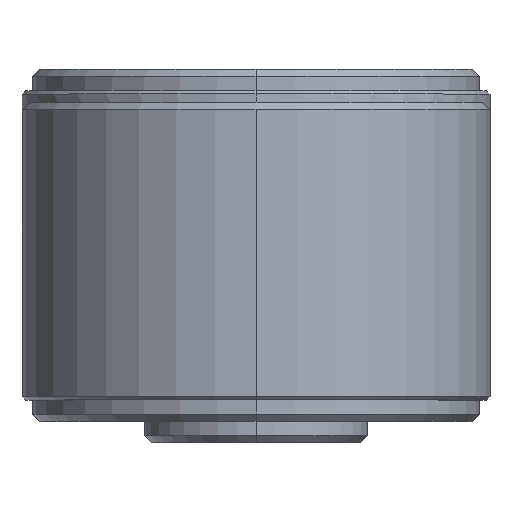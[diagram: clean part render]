
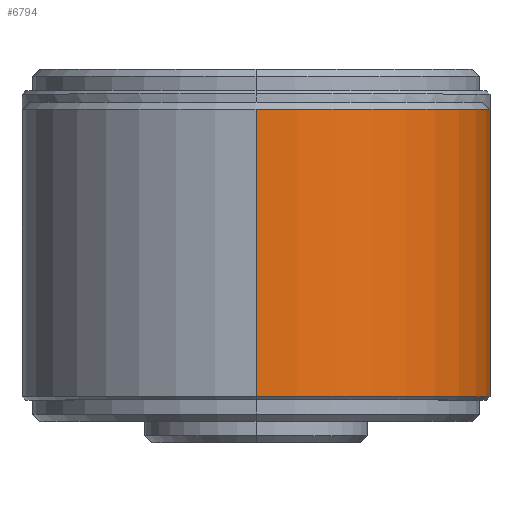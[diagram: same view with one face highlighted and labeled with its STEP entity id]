
A CAD part, top view. The second image highlights one B-rep face of the part: STEP entity #6794.
In plain terms, the highlighted cylindrical face has radius 33 mm (diameter 66 mm), a partial arc.
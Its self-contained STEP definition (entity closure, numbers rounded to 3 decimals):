
#26 = CARTESIAN_POINT ( 'NONE',  ( 0., 3.5, -33. ) ) ;
#147 = EDGE_CURVE ( 'NONE', #8910, #11819, #1141, .T. ) ;
#932 = DIRECTION ( 'NONE',  ( 0., 1., 0. ) ) ;
#1086 = ORIENTED_EDGE ( 'NONE', *, *, #10766, .F. ) ;
#1141 =( BOUNDED_CURVE ( )  B_SPLINE_CURVE ( 3, ( #2896, #8795, #8856, #1930 ),
 .UNSPECIFIED., .F., .F. ) 
 B_SPLINE_CURVE_WITH_KNOTS ( ( 4, 4 ),
 ( 2.895, 3.142 ),
 .UNSPECIFIED. ) 
 CURVE ( )  GEOMETRIC_REPRESENTATION_ITEM ( )  RATIONAL_B_SPLINE_CURVE ( ( 1., 0.995, 0.995, 1. ) ) 
 REPRESENTATION_ITEM ( '' )  );
#1581 = VERTEX_POINT ( 'NONE', #5572 ) ;
#1748 = AXIS2_PLACEMENT_3D ( 'NONE', #11831, #11959, #5012 ) ;
#1930 = CARTESIAN_POINT ( 'NONE',  ( 33., 11., 0. ) ) ;
#1976 = CARTESIAN_POINT ( 'NONE',  ( 0., 10., 0. ) ) ;
#2108 = ORIENTED_EDGE ( 'NONE', *, *, #9688, .T. ) ;
#2255 = EDGE_CURVE ( 'NONE', #5861, #8745, #9489, .T. ) ;
#2486 = DIRECTION ( 'NONE',  ( 0., -1., 0. ) ) ;
#2656 = DIRECTION ( 'NONE',  ( 0., 0., -1. ) ) ;
#2880 = CARTESIAN_POINT ( 'NONE',  ( 0., 44., 33. ) ) ;
#2896 = CARTESIAN_POINT ( 'NONE',  ( 32., 10., -8.062 ) ) ;
#3134 = AXIS2_PLACEMENT_3D ( 'NONE', #6918, #12692, #3804 ) ;
#3662 = ORIENTED_EDGE ( 'NONE', *, *, #147, .T. ) ;
#3804 = DIRECTION ( 'NONE',  ( 0., 0., -1. ) ) ;
#3828 = CARTESIAN_POINT ( 'NONE',  ( 0., 50., -33. ) ) ;
#3913 = FACE_OUTER_BOUND ( 'NONE', #6173, .T. ) ;
#4640 = EDGE_CURVE ( 'NONE', #8745, #1581, #8629, .T. ) ;
#4793 = CARTESIAN_POINT ( 'NONE',  ( 33., 44., 0. ) ) ;
#4844 = CARTESIAN_POINT ( 'NONE',  ( 0., 10., -33. ) ) ;
#5012 = DIRECTION ( 'NONE',  ( 0., 0., -1. ) ) ;
#5222 = CARTESIAN_POINT ( 'NONE',  ( 0., 44., 0. ) ) ;
#5281 = EDGE_CURVE ( 'NONE', #1581, #8816, #8723, .T. ) ;
#5418 = CARTESIAN_POINT ( 'NONE',  ( 33., 10., 0. ) ) ;
#5481 = DIRECTION ( 'NONE',  ( 0., 1., 0. ) ) ;
#5572 = CARTESIAN_POINT ( 'NONE',  ( 0., 3.5, 33. ) ) ;
#5643 = ORIENTED_EDGE ( 'NONE', *, *, #4640, .T. ) ;
#5844 = DIRECTION ( 'NONE',  ( 0., -1., 0. ) ) ;
#5861 = VERTEX_POINT ( 'NONE', #4793 ) ;
#6173 = EDGE_LOOP ( 'NONE', ( #12440, #5643, #12285, #8595, #6680, #1086, #3662, #2108 ) ) ;
#6206 = CARTESIAN_POINT ( 'NONE',  ( 9.836, 10., -31.5 ) ) ;
#6449 = AXIS2_PLACEMENT_3D ( 'NONE', #1976, #932, #11048 ) ;
#6592 = LINE ( 'NONE', #5418, #8415 ) ;
#6680 = ORIENTED_EDGE ( 'NONE', *, *, #8984, .T. ) ;
#6794 = ADVANCED_FACE ( 'NONE', ( #3913 ), #7870, .T. ) ;
#6918 = CARTESIAN_POINT ( 'NONE',  ( 0., 3.5, 0. ) ) ;
#7530 = DIRECTION ( 'NONE',  ( 0., -1., 0. ) ) ;
#7870 = CYLINDRICAL_SURFACE ( 'NONE', #1748, 33. ) ;
#7924 = VECTOR ( 'NONE', #5844, 1000. ) ;
#8219 = VERTEX_POINT ( 'NONE', #4844 ) ;
#8415 = VECTOR ( 'NONE', #5481, 1000. ) ;
#8595 = ORIENTED_EDGE ( 'NONE', *, *, #12566, .F. ) ;
#8629 = LINE ( 'NONE', #11615, #9540 ) ;
#8723 = CIRCLE ( 'NONE', #3134, 33. ) ;
#8745 = VERTEX_POINT ( 'NONE', #2880 ) ;
#8795 = CARTESIAN_POINT ( 'NONE',  ( 32.665, 10.665, -5.423 ) ) ;
#8816 = VERTEX_POINT ( 'NONE', #26 ) ;
#8856 = CARTESIAN_POINT ( 'NONE',  ( 33., 11., -2.722 ) ) ;
#8910 = VERTEX_POINT ( 'NONE', #10513 ) ;
#8984 = EDGE_CURVE ( 'NONE', #8219, #9608, #12770, .T. ) ;
#9489 = CIRCLE ( 'NONE', #12755, 33. ) ;
#9540 = VECTOR ( 'NONE', #12527, 1000. ) ;
#9608 = VERTEX_POINT ( 'NONE', #6206 ) ;
#9688 = EDGE_CURVE ( 'NONE', #11819, #5861, #6592, .T. ) ;
#10171 = CIRCLE ( 'NONE', #6449, 33. ) ;
#10283 = AXIS2_PLACEMENT_3D ( 'NONE', #11407, #7530, #2656 ) ;
#10513 = CARTESIAN_POINT ( 'NONE',  ( 32., 10., -8.062 ) ) ;
#10766 = EDGE_CURVE ( 'NONE', #8910, #9608, #10171, .T. ) ;
#11048 = DIRECTION ( 'NONE',  ( 0., 0., 1. ) ) ;
#11243 = CARTESIAN_POINT ( 'NONE',  ( 33., 11., 0. ) ) ;
#11407 = CARTESIAN_POINT ( 'NONE',  ( 0., 10., 0. ) ) ;
#11615 = CARTESIAN_POINT ( 'NONE',  ( 0., 50., 33. ) ) ;
#11819 = VERTEX_POINT ( 'NONE', #11243 ) ;
#11831 = CARTESIAN_POINT ( 'NONE',  ( 0., 50., 0. ) ) ;
#11959 = DIRECTION ( 'NONE',  ( 0., -1., 0. ) ) ;
#12220 = DIRECTION ( 'NONE',  ( 0., 0., 1. ) ) ;
#12285 = ORIENTED_EDGE ( 'NONE', *, *, #5281, .T. ) ;
#12440 = ORIENTED_EDGE ( 'NONE', *, *, #2255, .T. ) ;
#12527 = DIRECTION ( 'NONE',  ( 0., -1., 0. ) ) ;
#12566 = EDGE_CURVE ( 'NONE', #8219, #8816, #12718, .T. ) ;
#12692 = DIRECTION ( 'NONE',  ( 0., 1., 0. ) ) ;
#12718 = LINE ( 'NONE', #3828, #7924 ) ;
#12755 = AXIS2_PLACEMENT_3D ( 'NONE', #5222, #2486, #12220 ) ;
#12770 = CIRCLE ( 'NONE', #10283, 33. ) ;
